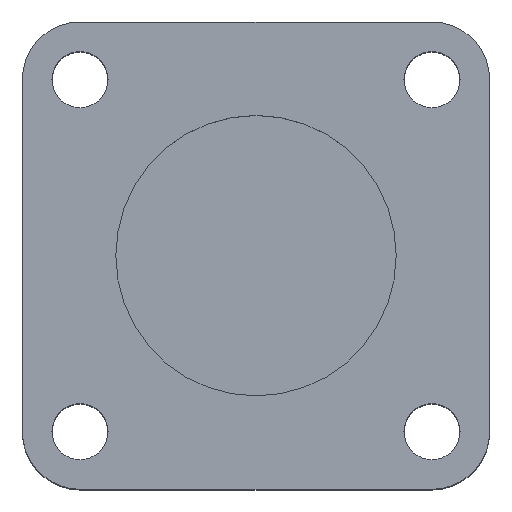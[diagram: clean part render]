
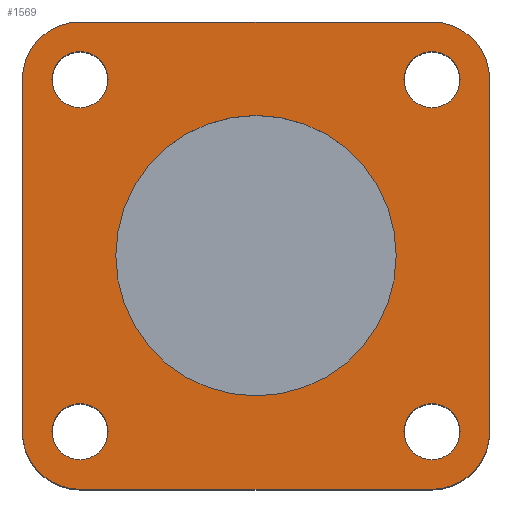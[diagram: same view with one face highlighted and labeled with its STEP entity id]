
A CAD part, top view. The second image highlights one B-rep face of the part: STEP entity #1569.
In plain terms, the highlighted face is planar.
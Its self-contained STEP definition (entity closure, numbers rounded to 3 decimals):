
#1399=CARTESIAN_POINT('',(28.25,-37.5,0.0));
#1400=VERTEX_POINT('',#1399);
#1407=CARTESIAN_POINT('',(37.5,-28.25,0.0));
#1408=VERTEX_POINT('',#1407);
#1409=CARTESIAN_POINT('',(28.25,-28.25,0.0));
#1410=DIRECTION('',(0.0,0.0,1.));
#1411=DIRECTION('',(0.707,-0.707,0.0));
#1412=AXIS2_PLACEMENT_3D('',#1409,#1410,#1411);
#1413=CIRCLE('',#1412,9.25);
#1414=EDGE_CURVE('',#1400,#1408,#1413,.T.);
#1431=CARTESIAN_POINT('',(37.5,28.25,0.0));
#1432=VERTEX_POINT('',#1431);
#1433=CARTESIAN_POINT('',(37.5,28.25,0.0));
#1434=DIRECTION('',(0.0,-1.0,0.0));
#1435=VECTOR('',#1434,56.5);
#1436=LINE('',#1433,#1435);
#1437=EDGE_CURVE('',#1432,#1408,#1436,.T.);
#1456=CARTESIAN_POINT('',(0.0,0.0,0.0));
#1457=DIRECTION('',(0.0,0.0,1.0));
#1458=DIRECTION('',(1.0,0.0,0.0));
#1459=AXIS2_PLACEMENT_3D('',#1456,#1457,#1458);
#1460=PLANE('',#1459);
#1461=ORIENTED_EDGE('',*,*,#1414,.F.);
#1462=CARTESIAN_POINT('',(-28.25,-37.5,0.0));
#1463=VERTEX_POINT('',#1462);
#1464=CARTESIAN_POINT('',(28.25,-37.5,0.0));
#1465=DIRECTION('',(-1.0,0.0,0.0));
#1466=VECTOR('',#1465,56.5);
#1467=LINE('',#1464,#1466);
#1468=EDGE_CURVE('',#1400,#1463,#1467,.T.);
#1469=ORIENTED_EDGE('',*,*,#1468,.T.);
#1470=CARTESIAN_POINT('',(-37.5,-28.25,0.0));
#1471=VERTEX_POINT('',#1470);
#1472=CARTESIAN_POINT('',(-28.25,-28.25,0.0));
#1473=DIRECTION('',(0.0,0.0,1.));
#1474=DIRECTION('',(-0.707,-0.707,0.0));
#1475=AXIS2_PLACEMENT_3D('',#1472,#1473,#1474);
#1476=CIRCLE('',#1475,9.25);
#1477=EDGE_CURVE('',#1471,#1463,#1476,.T.);
#1478=ORIENTED_EDGE('',*,*,#1477,.F.);
#1479=CARTESIAN_POINT('',(-37.5,28.25,0.0));
#1480=VERTEX_POINT('',#1479);
#1481=CARTESIAN_POINT('',(-37.5,-28.25,0.0));
#1482=DIRECTION('',(0.0,1.0,0.0));
#1483=VECTOR('',#1482,56.5);
#1484=LINE('',#1481,#1483);
#1485=EDGE_CURVE('',#1471,#1480,#1484,.T.);
#1486=ORIENTED_EDGE('',*,*,#1485,.T.);
#1487=CARTESIAN_POINT('',(-28.25,37.5,0.0));
#1488=VERTEX_POINT('',#1487);
#1489=CARTESIAN_POINT('',(-28.25,28.25,0.0));
#1490=DIRECTION('',(0.0,0.0,1.));
#1491=DIRECTION('',(-0.707,0.707,0.0));
#1492=AXIS2_PLACEMENT_3D('',#1489,#1490,#1491);
#1493=CIRCLE('',#1492,9.25);
#1494=EDGE_CURVE('',#1488,#1480,#1493,.T.);
#1495=ORIENTED_EDGE('',*,*,#1494,.F.);
#1496=CARTESIAN_POINT('',(28.25,37.5,0.0));
#1497=VERTEX_POINT('',#1496);
#1498=CARTESIAN_POINT('',(-28.25,37.5,0.0));
#1499=DIRECTION('',(1.0,0.0,0.0));
#1500=VECTOR('',#1499,56.5);
#1501=LINE('',#1498,#1500);
#1502=EDGE_CURVE('',#1488,#1497,#1501,.T.);
#1503=ORIENTED_EDGE('',*,*,#1502,.T.);
#1504=CARTESIAN_POINT('',(28.25,28.25,0.0));
#1505=DIRECTION('',(0.0,0.0,1.));
#1506=DIRECTION('',(0.707,0.707,0.0));
#1507=AXIS2_PLACEMENT_3D('',#1504,#1505,#1506);
#1508=CIRCLE('',#1507,9.25);
#1509=EDGE_CURVE('',#1432,#1497,#1508,.T.);
#1510=ORIENTED_EDGE('',*,*,#1509,.F.);
#1511=ORIENTED_EDGE('',*,*,#1437,.T.);
#1512=EDGE_LOOP('',(#1461,#1469,#1478,#1486,#1495,#1503,#1510,#1511));
#1513=FACE_OUTER_BOUND('',#1512,.T.);
#1514=CARTESIAN_POINT('',(23.75,28.25,0.0));
#1515=VERTEX_POINT('',#1514);
#1516=CARTESIAN_POINT('',(28.25,28.25,0.0));
#1517=DIRECTION('',(0.0,0.0,1.0));
#1518=DIRECTION('',(1.0,0.0,0.0));
#1519=AXIS2_PLACEMENT_3D('',#1516,#1517,#1518);
#1520=CIRCLE('',#1519,4.5);
#1521=EDGE_CURVE('',#1515,#1515,#1520,.T.);
#1522=ORIENTED_EDGE('',*,*,#1521,.T.);
#1523=EDGE_LOOP('',(#1522));
#1524=FACE_BOUND('',#1523,.T.);
#1525=CARTESIAN_POINT('',(-32.75,-28.25,0.0));
#1526=VERTEX_POINT('',#1525);
#1527=CARTESIAN_POINT('',(-28.25,-28.25,0.0));
#1528=DIRECTION('',(0.0,0.0,1.0));
#1529=DIRECTION('',(1.0,0.0,0.0));
#1530=AXIS2_PLACEMENT_3D('',#1527,#1528,#1529);
#1531=CIRCLE('',#1530,4.5);
#1532=EDGE_CURVE('',#1526,#1526,#1531,.T.);
#1533=ORIENTED_EDGE('',*,*,#1532,.T.);
#1534=EDGE_LOOP('',(#1533));
#1535=FACE_BOUND('',#1534,.T.);
#1536=CARTESIAN_POINT('',(-32.75,28.25,0.0));
#1537=VERTEX_POINT('',#1536);
#1538=CARTESIAN_POINT('',(-28.25,28.25,0.0));
#1539=DIRECTION('',(0.0,0.0,1.0));
#1540=DIRECTION('',(1.0,0.0,0.0));
#1541=AXIS2_PLACEMENT_3D('',#1538,#1539,#1540);
#1542=CIRCLE('',#1541,4.5);
#1543=EDGE_CURVE('',#1537,#1537,#1542,.T.);
#1544=ORIENTED_EDGE('',*,*,#1543,.T.);
#1545=EDGE_LOOP('',(#1544));
#1546=FACE_BOUND('',#1545,.T.);
#1547=CARTESIAN_POINT('',(23.75,-28.25,0.0));
#1548=VERTEX_POINT('',#1547);
#1549=CARTESIAN_POINT('',(28.25,-28.25,0.0));
#1550=DIRECTION('',(0.0,0.0,1.0));
#1551=DIRECTION('',(1.0,0.0,0.0));
#1552=AXIS2_PLACEMENT_3D('',#1549,#1550,#1551);
#1553=CIRCLE('',#1552,4.5);
#1554=EDGE_CURVE('',#1548,#1548,#1553,.T.);
#1555=ORIENTED_EDGE('',*,*,#1554,.T.);
#1556=EDGE_LOOP('',(#1555));
#1557=FACE_BOUND('',#1556,.T.);
#1558=CARTESIAN_POINT('',(-22.5,0.0,0.0));
#1559=VERTEX_POINT('',#1558);
#1560=CARTESIAN_POINT('',(0.0,0.0,0.0));
#1561=DIRECTION('',(0.0,0.0,1.0));
#1562=DIRECTION('',(-1.0,0.0,0.0));
#1563=AXIS2_PLACEMENT_3D('',#1560,#1561,#1562);
#1564=CIRCLE('',#1563,22.5);
#1565=EDGE_CURVE('',#1559,#1559,#1564,.T.);
#1566=ORIENTED_EDGE('',*,*,#1565,.T.);
#1567=EDGE_LOOP('',(#1566));
#1568=FACE_BOUND('',#1567,.T.);
#1569=ADVANCED_FACE('',(#1513,#1524,#1535,#1546,#1557,#1568),#1460,.F.);
